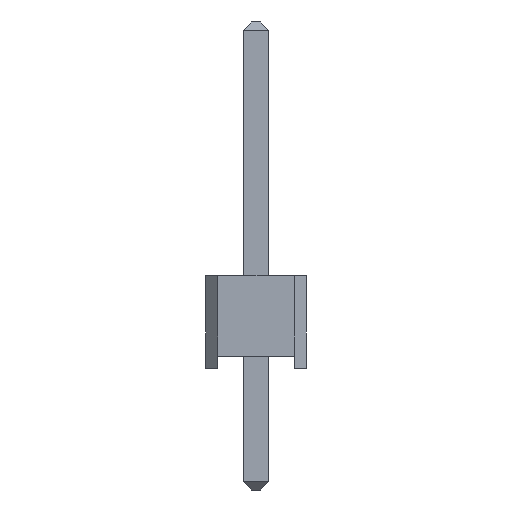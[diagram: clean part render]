
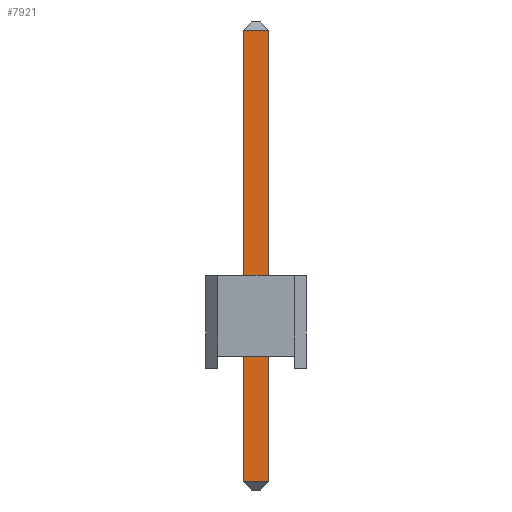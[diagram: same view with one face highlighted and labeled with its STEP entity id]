
A CAD part, left-side view. The second image highlights one B-rep face of the part: STEP entity #7921.
In plain terms, the highlighted planar face has unit normal (-1, 0, 0).
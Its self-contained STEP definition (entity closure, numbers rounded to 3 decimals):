
#7568 = PLANE('',#7569);
#7569 = AXIS2_PLACEMENT_3D('',#7570,#7571,#7572);
#7570 = CARTESIAN_POINT('',(-0.32,0.32,-3.));
#7571 = DIRECTION('',(-0.,1.,0.));
#7572 = DIRECTION('',(0.,0.,1.));
#7593 = VERTEX_POINT('',#7594);
#7594 = CARTESIAN_POINT('',(-0.32,0.32,-2.8));
#7620 = EDGE_CURVE('',#7593,#7621,#7623,.T.);
#7621 = VERTEX_POINT('',#7622);
#7622 = CARTESIAN_POINT('',(-0.32,0.32,8.34));
#7623 = SURFACE_CURVE('',#7624,(#7628,#7635),.PCURVE_S1.);
#7624 = LINE('',#7625,#7626);
#7625 = CARTESIAN_POINT('',(-0.32,0.32,-3.));
#7626 = VECTOR('',#7627,1.);
#7627 = DIRECTION('',(0.,-0.,1.));
#7628 = PCURVE('',#7568,#7629);
#7629 = DEFINITIONAL_REPRESENTATION('',(#7630),#7634);
#7630 = LINE('',#7631,#7632);
#7631 = CARTESIAN_POINT('',(0.,0.));
#7632 = VECTOR('',#7633,1.);
#7633 = DIRECTION('',(1.,0.));
#7634 = ( GEOMETRIC_REPRESENTATION_CONTEXT(2) 
PARAMETRIC_REPRESENTATION_CONTEXT() REPRESENTATION_CONTEXT('2D SPACE',''
  ) );
#7635 = PCURVE('',#7636,#7641);
#7636 = PLANE('',#7637);
#7637 = AXIS2_PLACEMENT_3D('',#7638,#7639,#7640);
#7638 = CARTESIAN_POINT('',(-0.32,-0.32,-3.));
#7639 = DIRECTION('',(-1.,0.,0.));
#7640 = DIRECTION('',(0.,0.,1.));
#7641 = DEFINITIONAL_REPRESENTATION('',(#7642),#7646);
#7642 = LINE('',#7643,#7644);
#7643 = CARTESIAN_POINT('',(0.,0.64));
#7644 = VECTOR('',#7645,1.);
#7645 = DIRECTION('',(1.,0.));
#7646 = ( GEOMETRIC_REPRESENTATION_CONTEXT(2) 
PARAMETRIC_REPRESENTATION_CONTEXT() REPRESENTATION_CONTEXT('2D SPACE',''
  ) );
#7748 = PLANE('',#7749);
#7749 = AXIS2_PLACEMENT_3D('',#7750,#7751,#7752);
#7750 = CARTESIAN_POINT('',(-0.22,-0.32,-2.9));
#7751 = DIRECTION('',(0.707,0.,0.707));
#7752 = DIRECTION('',(0.707,0.,-0.707));
#7781 = PLANE('',#7782);
#7782 = AXIS2_PLACEMENT_3D('',#7783,#7784,#7785);
#7783 = CARTESIAN_POINT('',(0.32,-0.32,-3.));
#7784 = DIRECTION('',(0.,-1.,0.));
#7785 = DIRECTION('',(0.,-0.,-1.));
#7861 = PLANE('',#7862);
#7862 = AXIS2_PLACEMENT_3D('',#7863,#7864,#7865);
#7863 = CARTESIAN_POINT('',(-0.22,-0.32,8.44));
#7864 = DIRECTION('',(-0.707,0.,0.707));
#7865 = DIRECTION('',(0.707,0.,0.707));
#7921 = ADVANCED_FACE('',(#7922),#7636,.T.);
#7922 = FACE_BOUND('',#7923,.T.);
#7923 = EDGE_LOOP('',(#7924,#7925,#7948,#7971));
#7924 = ORIENTED_EDGE('',*,*,#7620,.F.);
#7925 = ORIENTED_EDGE('',*,*,#7926,.T.);
#7926 = EDGE_CURVE('',#7593,#7927,#7929,.T.);
#7927 = VERTEX_POINT('',#7928);
#7928 = CARTESIAN_POINT('',(-0.32,-0.32,-2.8));
#7929 = SURFACE_CURVE('',#7930,(#7934,#7941),.PCURVE_S1.);
#7930 = LINE('',#7931,#7932);
#7931 = CARTESIAN_POINT('',(-0.32,-0.32,-2.8));
#7932 = VECTOR('',#7933,1.);
#7933 = DIRECTION('',(-0.,-1.,0.));
#7934 = PCURVE('',#7636,#7935);
#7935 = DEFINITIONAL_REPRESENTATION('',(#7936),#7940);
#7936 = LINE('',#7937,#7938);
#7937 = CARTESIAN_POINT('',(0.2,0.));
#7938 = VECTOR('',#7939,1.);
#7939 = DIRECTION('',(0.,-1.));
#7940 = ( GEOMETRIC_REPRESENTATION_CONTEXT(2) 
PARAMETRIC_REPRESENTATION_CONTEXT() REPRESENTATION_CONTEXT('2D SPACE',''
  ) );
#7941 = PCURVE('',#7748,#7942);
#7942 = DEFINITIONAL_REPRESENTATION('',(#7943),#7947);
#7943 = LINE('',#7944,#7945);
#7944 = CARTESIAN_POINT('',(-0.141,0.));
#7945 = VECTOR('',#7946,1.);
#7946 = DIRECTION('',(-0.,-1.));
#7947 = ( GEOMETRIC_REPRESENTATION_CONTEXT(2) 
PARAMETRIC_REPRESENTATION_CONTEXT() REPRESENTATION_CONTEXT('2D SPACE',''
  ) );
#7948 = ORIENTED_EDGE('',*,*,#7949,.T.);
#7949 = EDGE_CURVE('',#7927,#7950,#7952,.T.);
#7950 = VERTEX_POINT('',#7951);
#7951 = CARTESIAN_POINT('',(-0.32,-0.32,8.34));
#7952 = SURFACE_CURVE('',#7953,(#7957,#7964),.PCURVE_S1.);
#7953 = LINE('',#7954,#7955);
#7954 = CARTESIAN_POINT('',(-0.32,-0.32,-3.));
#7955 = VECTOR('',#7956,1.);
#7956 = DIRECTION('',(0.,0.,1.));
#7957 = PCURVE('',#7636,#7958);
#7958 = DEFINITIONAL_REPRESENTATION('',(#7959),#7963);
#7959 = LINE('',#7960,#7961);
#7960 = CARTESIAN_POINT('',(0.,0.));
#7961 = VECTOR('',#7962,1.);
#7962 = DIRECTION('',(1.,0.));
#7963 = ( GEOMETRIC_REPRESENTATION_CONTEXT(2) 
PARAMETRIC_REPRESENTATION_CONTEXT() REPRESENTATION_CONTEXT('2D SPACE',''
  ) );
#7964 = PCURVE('',#7781,#7965);
#7965 = DEFINITIONAL_REPRESENTATION('',(#7966),#7970);
#7966 = LINE('',#7967,#7968);
#7967 = CARTESIAN_POINT('',(-0.,-0.64));
#7968 = VECTOR('',#7969,1.);
#7969 = DIRECTION('',(-1.,0.));
#7970 = ( GEOMETRIC_REPRESENTATION_CONTEXT(2) 
PARAMETRIC_REPRESENTATION_CONTEXT() REPRESENTATION_CONTEXT('2D SPACE',''
  ) );
#7971 = ORIENTED_EDGE('',*,*,#7972,.T.);
#7972 = EDGE_CURVE('',#7950,#7621,#7973,.T.);
#7973 = SURFACE_CURVE('',#7974,(#7978,#7985),.PCURVE_S1.);
#7974 = LINE('',#7975,#7976);
#7975 = CARTESIAN_POINT('',(-0.32,-0.32,8.34));
#7976 = VECTOR('',#7977,1.);
#7977 = DIRECTION('',(0.,1.,-0.));
#7978 = PCURVE('',#7636,#7979);
#7979 = DEFINITIONAL_REPRESENTATION('',(#7980),#7984);
#7980 = LINE('',#7981,#7982);
#7981 = CARTESIAN_POINT('',(11.34,0.));
#7982 = VECTOR('',#7983,1.);
#7983 = DIRECTION('',(0.,1.));
#7984 = ( GEOMETRIC_REPRESENTATION_CONTEXT(2) 
PARAMETRIC_REPRESENTATION_CONTEXT() REPRESENTATION_CONTEXT('2D SPACE',''
  ) );
#7985 = PCURVE('',#7861,#7986);
#7986 = DEFINITIONAL_REPRESENTATION('',(#7987),#7991);
#7987 = LINE('',#7988,#7989);
#7988 = CARTESIAN_POINT('',(-0.141,0.));
#7989 = VECTOR('',#7990,1.);
#7990 = DIRECTION('',(0.,1.));
#7991 = ( GEOMETRIC_REPRESENTATION_CONTEXT(2) 
PARAMETRIC_REPRESENTATION_CONTEXT() REPRESENTATION_CONTEXT('2D SPACE',''
  ) );
